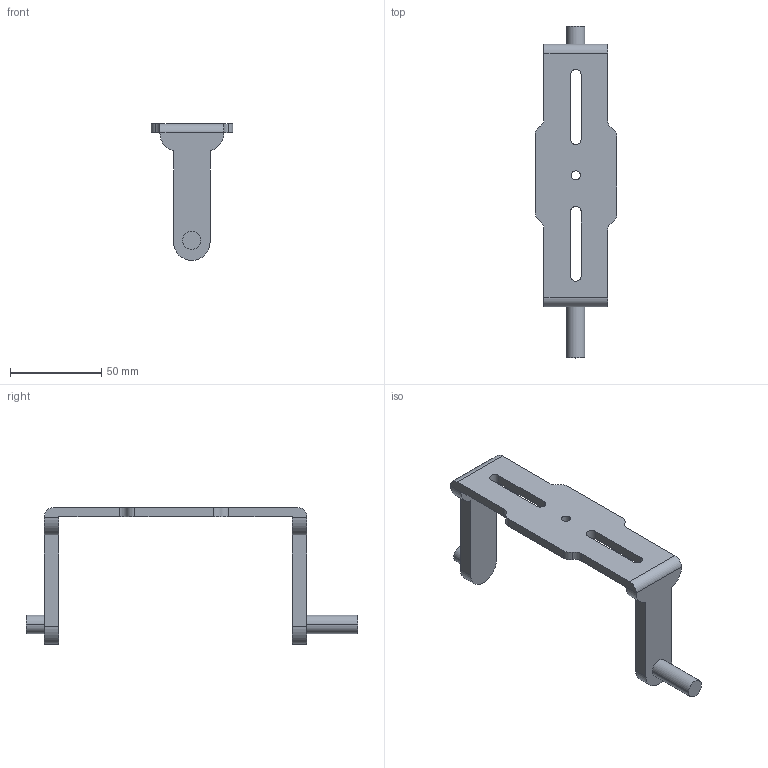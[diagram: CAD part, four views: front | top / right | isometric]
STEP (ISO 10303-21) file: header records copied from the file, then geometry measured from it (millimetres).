
FILE_DESCRIPTION (( 'STEP AP203' ), '1' );
FILE_NAME ('Link3_Default_sldprt.STEP', '2017-07-20T02:37:00', ( '' ), ( '' ), 'SwSTEP 2.0', 'SolidWorks 2017', '' );
FILE_SCHEMA (( 'CONFIG_CONTROL_DESIGN' ));
Length unit declared in the file: millimetre
Products named in the file (1): Link3_Default_sldprt
Bounding box: 44.83 x 182 x 75 mm (x, y, z)
Volume: 51365.7 mm3; surface area: 21765.1 mm2
Topology: 1 solids, 1 shells, 48 faces, 132 edges, 88 vertices
Faces by surface type: cylinder 26, plane 22
Entity records: 1637 total; most frequent: DIRECTION 282, CARTESIAN_POINT 269, ORIENTED_EDGE 264, EDGE_CURVE 132, AXIS2_PLACEMENT_3D 101, VERTEX_POINT 88, VECTOR 80, LINE 80
